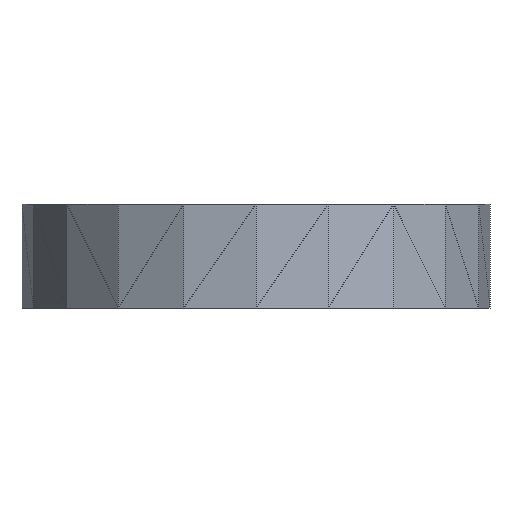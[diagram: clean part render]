
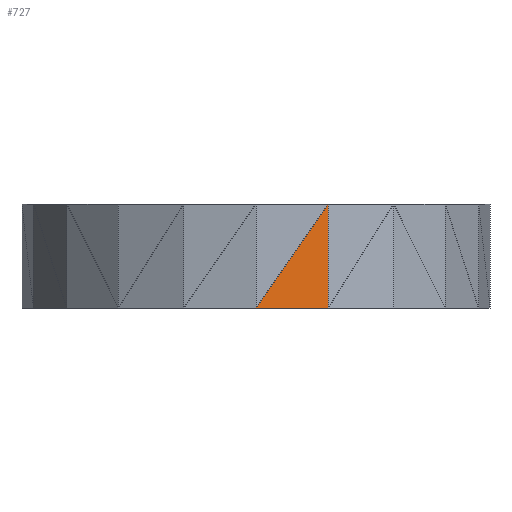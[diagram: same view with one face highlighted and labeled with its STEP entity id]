
A CAD part, front view. The second image highlights one B-rep face of the part: STEP entity #727.
In plain terms, the highlighted planar face has unit normal (0.156, -0.988, 0).
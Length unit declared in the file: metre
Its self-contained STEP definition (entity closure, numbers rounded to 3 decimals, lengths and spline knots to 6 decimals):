
#642 = EDGE_CURVE('',#643,#645,#647,.T.);
#643 = VERTEX_POINT('',#644);
#644 = CARTESIAN_POINT('',(0.,-6.3,0.));
#645 = VERTEX_POINT('',#646);
#646 = CARTESIAN_POINT('',(1.94681,-5.99166,2.8));
#647 = SURFACE_CURVE('',#648,(#652,#664),.PCURVE_S1.);
#648 = LINE('',#649,#650);
#649 = CARTESIAN_POINT('',(0.,-6.3,0.));
#650 = VECTOR('',#651,1.);
#651 = DIRECTION('',(0.569,0.09,0.818)
  );
#652 = PCURVE('',#653,#658);
#653 = PLANE('',#654);
#654 = AXIS2_PLACEMENT_3D('',#655,#656,#657);
#655 = CARTESIAN_POINT('',(0.640831,-6.198504,1.736719
    ));
#656 = DIRECTION('',(0.156,-0.988,0.));
#657 = DIRECTION('',(-0.988,-0.156,0.));
#658 = DEFINITIONAL_REPRESENTATION('',(#659),#663);
#659 = LINE('',#660,#661);
#660 = CARTESIAN_POINT('',(0.649,1.737));
#661 = VECTOR('',#662,1.);
#662 = DIRECTION('',(-0.576,-0.818));
#663 = ( GEOMETRIC_REPRESENTATION_CONTEXT(2) 
PARAMETRIC_REPRESENTATION_CONTEXT() REPRESENTATION_CONTEXT('2D SPACE',''
  ) );
#664 = PCURVE('',#665,#670);
#665 = PLANE('',#666);
#666 = AXIS2_PLACEMENT_3D('',#667,#668,#669);
#667 = CARTESIAN_POINT('',(1.305979,-6.093156,1.063281
    ));
#668 = DIRECTION('',(0.156,-0.988,0.));
#669 = DIRECTION('',(-0.988,-0.156,0.));
#670 = DEFINITIONAL_REPRESENTATION('',(#671),#674);
#671 = B_SPLINE_CURVE_WITH_KNOTS('',1,(#672,#673),.UNSPECIFIED.,.F.,.F.,
  (2,2),(0.,3.4242),.PIECEWISE_BEZIER_KNOTS.);
#672 = CARTESIAN_POINT('',(1.322,1.063));
#673 = CARTESIAN_POINT('',(-0.649,-1.737));
#674 = ( GEOMETRIC_REPRESENTATION_CONTEXT(2) 
PARAMETRIC_REPRESENTATION_CONTEXT() REPRESENTATION_CONTEXT('2D SPACE',''
  ) );
#727 = ADVANCED_FACE('',(#728),#665,.T.);
#728 = FACE_BOUND('',#729,.T.);
#729 = EDGE_LOOP('',(#730,#731,#758));
#730 = ORIENTED_EDGE('',*,*,#642,.F.);
#731 = ORIENTED_EDGE('',*,*,#732,.T.);
#732 = EDGE_CURVE('',#643,#733,#735,.T.);
#733 = VERTEX_POINT('',#734);
#734 = CARTESIAN_POINT('',(1.94681,-5.99166,0.));
#735 = SURFACE_CURVE('',#736,(#740,#747),.PCURVE_S1.);
#736 = LINE('',#737,#738);
#737 = CARTESIAN_POINT('',(0.,-6.3,0.));
#738 = VECTOR('',#739,1.);
#739 = DIRECTION('',(0.988,0.156,0.));
#740 = PCURVE('',#665,#741);
#741 = DEFINITIONAL_REPRESENTATION('',(#742),#746);
#742 = LINE('',#743,#744);
#743 = CARTESIAN_POINT('',(1.322,1.063));
#744 = VECTOR('',#745,1.);
#745 = DIRECTION('',(-1.,0.));
#746 = ( GEOMETRIC_REPRESENTATION_CONTEXT(2) 
PARAMETRIC_REPRESENTATION_CONTEXT() REPRESENTATION_CONTEXT('2D SPACE',''
  ) );
#747 = PCURVE('',#748,#753);
#748 = PLANE('',#749);
#749 = AXIS2_PLACEMENT_3D('',#750,#751,#752);
#750 = CARTESIAN_POINT('',(0.947659,-5.475886,0.));
#751 = DIRECTION('',(0.,0.,-1.));
#752 = DIRECTION('',(-1.,0.,0.));
#753 = DEFINITIONAL_REPRESENTATION('',(#754),#757);
#754 = B_SPLINE_CURVE_WITH_KNOTS('',1,(#755,#756),.UNSPECIFIED.,.F.,.F.,
  (2,2),(0.,1.971077),.PIECEWISE_BEZIER_KNOTS.);
#755 = CARTESIAN_POINT('',(0.948,-0.824));
#756 = CARTESIAN_POINT('',(-0.999,-0.516));
#757 = ( GEOMETRIC_REPRESENTATION_CONTEXT(2) 
PARAMETRIC_REPRESENTATION_CONTEXT() REPRESENTATION_CONTEXT('2D SPACE',''
  ) );
#758 = ORIENTED_EDGE('',*,*,#759,.T.);
#759 = EDGE_CURVE('',#733,#645,#760,.T.);
#760 = SURFACE_CURVE('',#761,(#765,#772),.PCURVE_S1.);
#761 = LINE('',#762,#763);
#762 = CARTESIAN_POINT('',(1.94681,-5.99166,0.));
#763 = VECTOR('',#764,1.);
#764 = DIRECTION('',(0.,0.,1.));
#765 = PCURVE('',#665,#766);
#766 = DEFINITIONAL_REPRESENTATION('',(#767),#771);
#767 = LINE('',#768,#769);
#768 = CARTESIAN_POINT('',(-0.649,1.063));
#769 = VECTOR('',#770,1.);
#770 = DIRECTION('',(0.,-1.));
#771 = ( GEOMETRIC_REPRESENTATION_CONTEXT(2) 
PARAMETRIC_REPRESENTATION_CONTEXT() REPRESENTATION_CONTEXT('2D SPACE',''
  ) );
#772 = PCURVE('',#773,#778);
#773 = PLANE('',#774);
#774 = AXIS2_PLACEMENT_3D('',#775,#776,#777);
#775 = CARTESIAN_POINT('',(2.524911,-5.697102,1.736719
    ));
#776 = DIRECTION('',(0.454,-0.891,0.)
  );
#777 = DIRECTION('',(-0.891,-0.454,0.));
#778 = DEFINITIONAL_REPRESENTATION('',(#779),#782);
#779 = B_SPLINE_CURVE_WITH_KNOTS('',1,(#780,#781),.UNSPECIFIED.,.F.,.F.,
  (2,2),(0.,2.8),.PIECEWISE_BEZIER_KNOTS.);
#780 = CARTESIAN_POINT('',(0.649,1.737));
#781 = CARTESIAN_POINT('',(0.649,-1.063));
#782 = ( GEOMETRIC_REPRESENTATION_CONTEXT(2) 
PARAMETRIC_REPRESENTATION_CONTEXT() REPRESENTATION_CONTEXT('2D SPACE',''
  ) );
